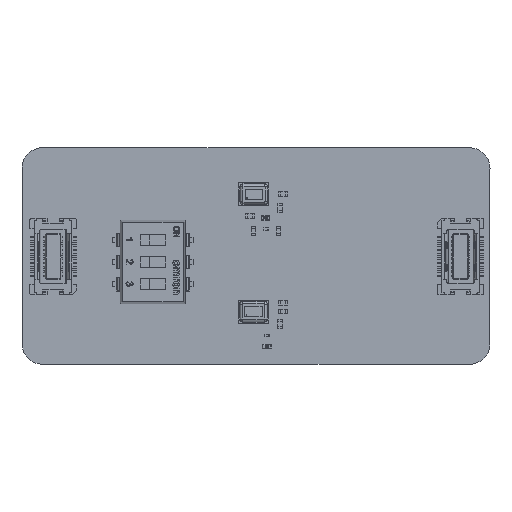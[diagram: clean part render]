
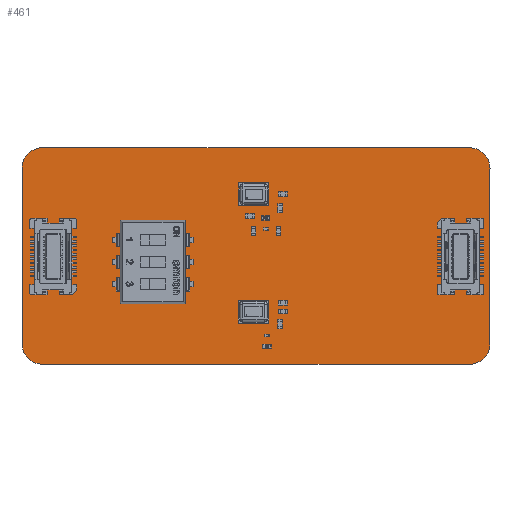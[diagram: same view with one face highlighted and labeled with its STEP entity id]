
A CAD part, top view. The second image highlights one B-rep face of the part: STEP entity #461.
In plain terms, the highlighted planar face has unit normal (0, 0, 1).
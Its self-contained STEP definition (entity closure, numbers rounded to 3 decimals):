
#124 = VERTEX_POINT('',#125);
#125 = CARTESIAN_POINT('',(23.,9.902,0.411));
#131 = EDGE_CURVE('',#124,#132,#134,.T.);
#132 = VERTEX_POINT('',#133);
#133 = CARTESIAN_POINT('',(23.,30.,0.411));
#134 = LINE('',#135,#136);
#135 = CARTESIAN_POINT('',(23.,9.902,0.411));
#136 = VECTOR('',#137,1.);
#137 = DIRECTION('',(0.,1.,0.));
#162 = EDGE_CURVE('',#132,#163,#165,.T.);
#163 = VERTEX_POINT('',#164);
#164 = CARTESIAN_POINT('',(25.4,32.502,0.411));
#165 = CIRCLE('',#166,2.401);
#166 = AXIS2_PLACEMENT_3D('',#167,#168,#169);
#167 = CARTESIAN_POINT('',(25.399,30.101,0.411));
#168 = DIRECTION('',(0.,0.,-1.));
#169 = DIRECTION('',(-0.999,-0.042,0.));
#195 = EDGE_CURVE('',#163,#196,#198,.T.);
#196 = VERTEX_POINT('',#197);
#197 = CARTESIAN_POINT('',(74.5,32.5,0.411));
#198 = LINE('',#199,#200);
#199 = CARTESIAN_POINT('',(25.4,32.502,0.411));
#200 = VECTOR('',#201,1.);
#201 = DIRECTION('',(1.,0.,0.));
#226 = EDGE_CURVE('',#196,#227,#229,.T.);
#227 = VERTEX_POINT('',#228);
#228 = CARTESIAN_POINT('',(77.002,30.1,0.411));
#229 = CIRCLE('',#230,2.401);
#230 = AXIS2_PLACEMENT_3D('',#231,#232,#233);
#231 = CARTESIAN_POINT('',(74.601,30.101,0.411));
#232 = DIRECTION('',(0.,0.,-1.));
#233 = DIRECTION('',(-0.042,0.999,0.));
#259 = EDGE_CURVE('',#227,#260,#262,.T.);
#260 = VERTEX_POINT('',#261);
#261 = CARTESIAN_POINT('',(77.,10.,0.411));
#262 = LINE('',#263,#264);
#263 = CARTESIAN_POINT('',(77.002,30.1,0.411));
#264 = VECTOR('',#265,1.);
#265 = DIRECTION('',(0.,-1.,0.));
#290 = EDGE_CURVE('',#260,#291,#293,.T.);
#291 = VERTEX_POINT('',#292);
#292 = CARTESIAN_POINT('',(74.6,7.498,0.411));
#293 = CIRCLE('',#294,2.401);
#294 = AXIS2_PLACEMENT_3D('',#295,#296,#297);
#295 = CARTESIAN_POINT('',(74.601,9.899,0.411));
#296 = DIRECTION('',(0.,0.,-1.));
#297 = DIRECTION('',(0.999,0.042,0.));
#323 = EDGE_CURVE('',#291,#324,#326,.T.);
#324 = VERTEX_POINT('',#325);
#325 = CARTESIAN_POINT('',(25.5,7.5,0.411));
#326 = LINE('',#327,#328);
#327 = CARTESIAN_POINT('',(74.6,7.498,0.411));
#328 = VECTOR('',#329,1.);
#329 = DIRECTION('',(-1.,0.,0.));
#354 = EDGE_CURVE('',#324,#124,#355,.T.);
#355 = CIRCLE('',#356,2.398);
#356 = AXIS2_PLACEMENT_3D('',#357,#358,#359);
#357 = CARTESIAN_POINT('',(25.398,9.895,0.411));
#358 = DIRECTION('',(0.,0.,-1.));
#359 = DIRECTION('',(0.043,-0.999,0.));
#380 = VERTEX_POINT('',#381);
#381 = CARTESIAN_POINT('',(49.262,27.1,0.411));
#387 = EDGE_CURVE('',#380,#380,#388,.T.);
#388 = CIRCLE('',#389,0.162);
#389 = AXIS2_PLACEMENT_3D('',#390,#391,#392);
#390 = CARTESIAN_POINT('',(49.1,27.1,0.411));
#391 = DIRECTION('',(0.,0.,1.));
#392 = DIRECTION('',(1.,0.,0.));
#413 = VERTEX_POINT('',#414);
#414 = CARTESIAN_POINT('',(49.262,13.6,0.411));
#420 = EDGE_CURVE('',#413,#413,#421,.T.);
#421 = CIRCLE('',#422,0.162);
#422 = AXIS2_PLACEMENT_3D('',#423,#424,#425);
#423 = CARTESIAN_POINT('',(49.1,13.6,0.411));
#424 = DIRECTION('',(0.,0.,1.));
#425 = DIRECTION('',(1.,0.,0.));
#461 = ADVANCED_FACE('',(#462,#472,#475),#478,.T.);
#462 = FACE_BOUND('',#463,.F.);
#463 = EDGE_LOOP('',(#464,#465,#466,#467,#468,#469,#470,#471));
#464 = ORIENTED_EDGE('',*,*,#131,.T.);
#465 = ORIENTED_EDGE('',*,*,#162,.T.);
#466 = ORIENTED_EDGE('',*,*,#195,.T.);
#467 = ORIENTED_EDGE('',*,*,#226,.T.);
#468 = ORIENTED_EDGE('',*,*,#259,.T.);
#469 = ORIENTED_EDGE('',*,*,#290,.T.);
#470 = ORIENTED_EDGE('',*,*,#323,.T.);
#471 = ORIENTED_EDGE('',*,*,#354,.T.);
#472 = FACE_BOUND('',#473,.T.);
#473 = EDGE_LOOP('',(#474));
#474 = ORIENTED_EDGE('',*,*,#387,.F.);
#475 = FACE_BOUND('',#476,.T.);
#476 = EDGE_LOOP('',(#477));
#477 = ORIENTED_EDGE('',*,*,#420,.F.);
#478 = PLANE('',#479);
#479 = AXIS2_PLACEMENT_3D('',#480,#481,#482);
#480 = CARTESIAN_POINT('',(23.,9.902,0.411));
#481 = DIRECTION('',(0.,0.,1.));
#482 = DIRECTION('',(1.,0.,0.));
